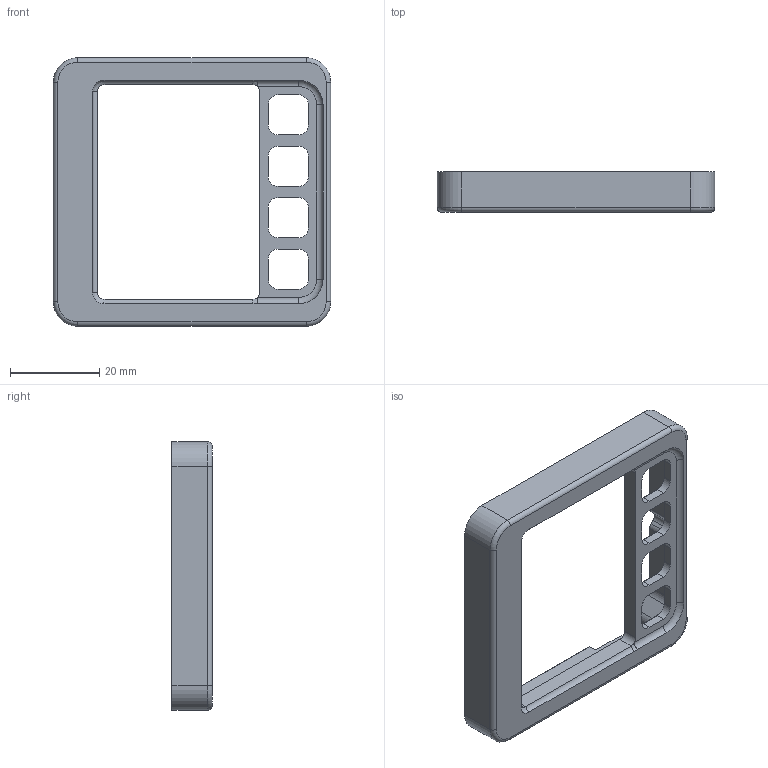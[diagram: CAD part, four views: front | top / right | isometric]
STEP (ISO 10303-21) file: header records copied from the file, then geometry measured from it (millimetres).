
FILE_DESCRIPTION(/* description */ ('OpenIRV project top housing part v0.1.0'),/* implementation_level */ '2;1');
FILE_NAME(/* name */ 'top.stp',/* time_stamp */ '2020-08-26T00:59:51+03:00',/* author */ ('Vaagn Oganesyan'),/* organization */ ('-'),/* preprocessor_version */ 'ST-DEVELOPER v17.2',/* originating_system */ 'Autodesk Inventor 2019',/* authorisation */ '');
FILE_SCHEMA (('AUTOMOTIVE_DESIGN { 1 0 10303 214 3 1 1 }'));
Length unit declared in the file: millimetre
Products named in the file (1): top
Bounding box: 62 x 9 x 60 mm (x, y, z)
Volume: 10575.4 mm3; surface area: 7858 mm2
Topology: 1 solids, 1 shells, 218 faces, 527 edges, 323 vertices
Faces by surface type: plane 104, cylinder 69, cone 35, torus 6, bspline 4
Full cylindrical faces by diameter (mm): 1 x7, 5 x4
Entity records: 6406 total; most frequent: DIRECTION 1143, CARTESIAN_POINT 1139, ORIENTED_EDGE 1054, EDGE_CURVE 527, AXIS2_PLACEMENT_3D 403, LINE 337, VECTOR 337, VERTEX_POINT 323
